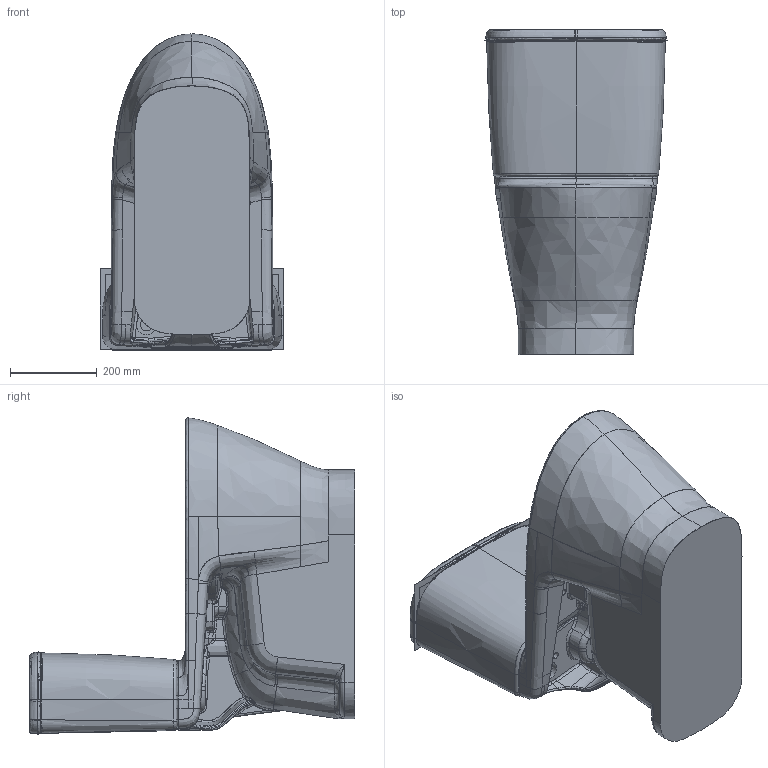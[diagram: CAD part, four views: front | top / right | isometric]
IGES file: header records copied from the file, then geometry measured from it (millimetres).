
Start section:  PTC IGES file: loven-cc-toilet-apperance.igs
Global section: file name: loven-cc-toilet-apperance.igs; native system: Creo Parametric by PTC Inc.; preprocessor: 2020053; author: 10127981; organization: Unknown; date: 20221221.115345; units: millimetre
Bounding box: 421.82 x 750 x 728.63 mm (x, y, z)
Surface area: 2518065.5 mm2 (no closed solid volume)
Topology: 0 solids, 0 shells, 981 faces, 7473 edges, 8464 vertices
Faces by surface type: bspline 753, revolution 156, extrusion 72
